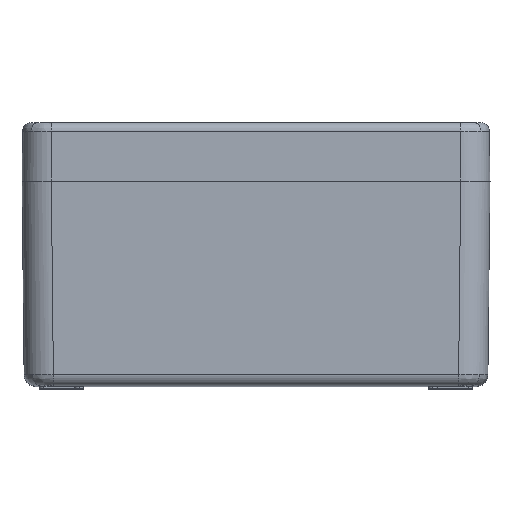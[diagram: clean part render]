
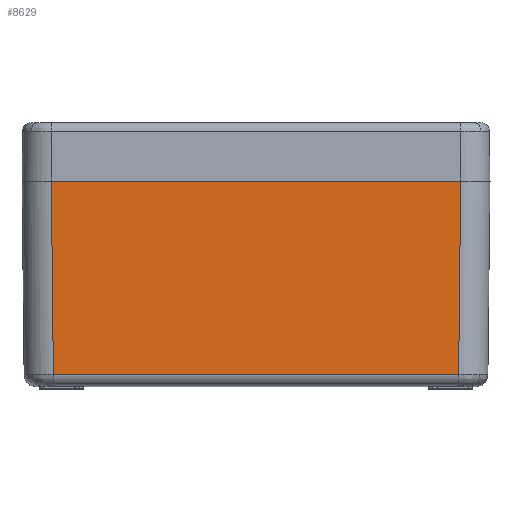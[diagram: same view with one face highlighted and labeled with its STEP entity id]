
A CAD part, top view. The second image highlights one B-rep face of the part: STEP entity #8629.
In plain terms, the highlighted planar face has unit normal (0, -0.011, 1).
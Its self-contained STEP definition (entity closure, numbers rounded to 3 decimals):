
#8348 = ORIENTED_EDGE ( 'NONE', *, *, #8378, .T. ) ;
#8378 = EDGE_CURVE ( 'NONE', #11259, #24002, #16825, .T. ) ;
#8380 = ORIENTED_EDGE ( 'NONE', *, *, #24013, .T. ) ;
#8382 = VERTEX_POINT ( 'NONE', #16820 ) ;
#8408 = EDGE_CURVE ( 'NONE', #23962, #8382, #16815, .T. ) ;
#8429 = ORIENTED_EDGE ( 'NONE', *, *, #8408, .T. ) ;
#8430 = ORIENTED_EDGE ( 'NONE', *, *, #8443, .T. ) ;
#8443 = EDGE_CURVE ( 'NONE', #8382, #11259, #16793, .T. ) ;
#8582 = EDGE_LOOP ( 'NONE', ( #8429, #8430, #8348, #8380 ) ) ;
#8629 = ADVANCED_FACE ( 'NONE', ( #16837 ), #16937, .T. ) ;
#11259 = VERTEX_POINT ( 'NONE', #19619 ) ;
#16789 = DIRECTION ( 'NONE',  ( 1., 0., 0. ) ) ;
#16790 = VECTOR ( 'NONE', #16789, 1000. ) ;
#16792 = CARTESIAN_POINT ( 'NONE',  ( 69.241, -66.542, 79.282 ) ) ;
#16793 = LINE ( 'NONE', #16792, #16790 ) ;
#16810 = DIRECTION ( 'NONE',  ( 0.01, -1., -0.01 ) ) ;
#16812 = VECTOR ( 'NONE', #16810, 1000. ) ;
#16813 = CARTESIAN_POINT ( 'NONE',  ( -70.002, 2.105, 80.001 ) ) ;
#16815 = LINE ( 'NONE', #16813, #16812 ) ;
#16820 = CARTESIAN_POINT ( 'NONE',  ( -69.283, -66.542, 79.282 ) ) ;
#16821 = DIRECTION ( 'NONE',  ( 0.01, 1., 0.01 ) ) ;
#16822 = VECTOR ( 'NONE', #16821, 1000. ) ;
#16823 = CARTESIAN_POINT ( 'NONE',  ( 69.984, 0.429, 79.984 ) ) ;
#16825 = LINE ( 'NONE', #16823, #16822 ) ;
#16837 = FACE_OUTER_BOUND ( 'NONE', #8582, .T. ) ;
#16927 = DIRECTION ( 'NONE',  ( 0., -1., -0.01 ) ) ;
#16930 = DIRECTION ( 'NONE',  ( 0., -0.01, 1. ) ) ;
#16932 = CARTESIAN_POINT ( 'NONE',  ( -80., 2., 80. ) ) ;
#16933 = AXIS2_PLACEMENT_3D ( 'NONE', #16932, #16930, #16927 ) ;
#16937 = PLANE ( 'NONE',  #16933 ) ;
#19619 = CARTESIAN_POINT ( 'NONE',  ( 69.283, -66.542, 79.282 ) ) ;
#21946 = CARTESIAN_POINT ( 'NONE',  ( -69.974, -0.5, 79.974 ) ) ;
#22017 = CARTESIAN_POINT ( 'NONE',  ( 69.974, -0.5, 79.974 ) ) ;
#22041 = DIRECTION ( 'NONE',  ( -1., 0., 0. ) ) ;
#22042 = VECTOR ( 'NONE', #22041, 1000. ) ;
#22043 = CARTESIAN_POINT ( 'NONE',  ( -80., -0.5, 79.974 ) ) ;
#22044 = LINE ( 'NONE', #22043, #22042 ) ;
#23962 = VERTEX_POINT ( 'NONE', #21946 ) ;
#24002 = VERTEX_POINT ( 'NONE', #22017 ) ;
#24013 = EDGE_CURVE ( 'NONE', #24002, #23962, #22044, .T. ) ;
